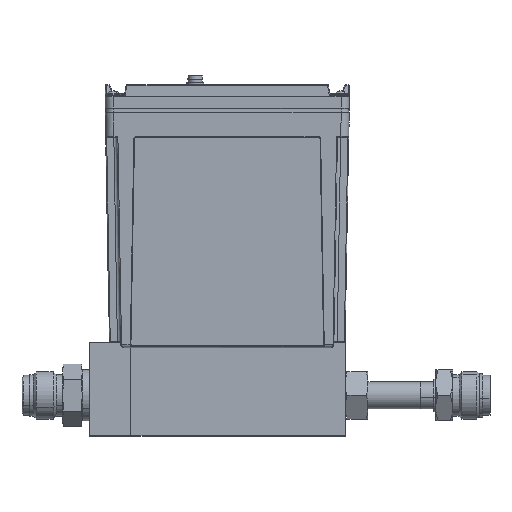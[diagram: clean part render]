
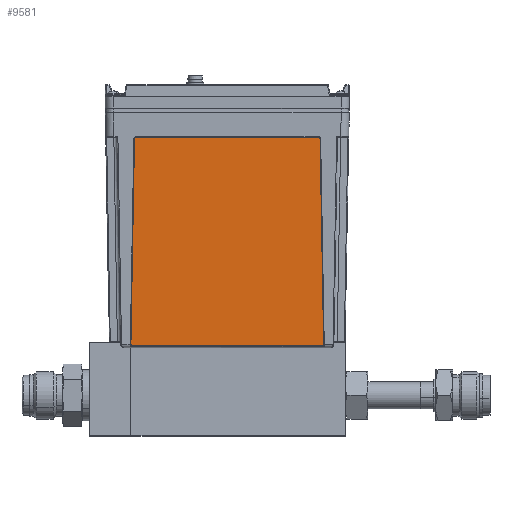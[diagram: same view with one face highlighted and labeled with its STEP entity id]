
A CAD part, top view. The second image highlights one B-rep face of the part: STEP entity #9581.
In plain terms, the highlighted planar face has unit normal (0, -0.018, 1).
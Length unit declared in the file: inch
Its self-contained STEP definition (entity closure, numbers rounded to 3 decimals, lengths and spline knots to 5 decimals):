
#1788 = DIRECTION ( 'NONE',  ( 1., 0., 0. ) ) ;
#1846 = DIRECTION ( 'NONE',  ( 0., -0.017, 1. ) ) ;
#1888 = CARTESIAN_POINT ( 'NONE',  ( -2.67685, 4.61895, 1.02953 ) ) ;
#2031 = DIRECTION ( 'NONE',  ( -1., 0., 0. ) ) ;
#2268 = VERTEX_POINT ( 'NONE', #26233 ) ;
#2500 = EDGE_CURVE ( 'NONE', #21262, #35483, #33582, .T. ) ;
#2638 = EDGE_CURVE ( 'NONE', #5850, #13229, #19855, .T. ) ;
#3046 = DIRECTION ( 'NONE',  ( 1., 0., 0. ) ) ;
#3053 = DIRECTION ( 'NONE',  ( 0., -0.017, 1. ) ) ;
#3073 = EDGE_CURVE ( 'NONE', #29551, #30814, #32872, .T. ) ;
#3433 = AXIS2_PLACEMENT_3D ( 'NONE', #18570, #18470, #18404 ) ;
#3924 = EDGE_CURVE ( 'NONE', #2268, #16864, #23103, .T. ) ;
#3967 = VECTOR ( 'NONE', #28626, 39.37008 ) ;
#3985 = EDGE_CURVE ( 'NONE', #16864, #29551, #36790, .T. ) ;
#4072 = EDGE_CURVE ( 'NONE', #30814, #5850, #26484, .T. ) ;
#4192 = EDGE_CURVE ( 'NONE', #13229, #21262, #34447, .T. ) ;
#4338 = AXIS2_PLACEMENT_3D ( 'NONE', #5901, #31208, #9475 ) ;
#4407 = EDGE_CURVE ( 'NONE', #35483, #2268, #40762, .T. ) ;
#5172 = VECTOR ( 'NONE', #23580, 39.37008 ) ;
#5850 = VERTEX_POINT ( 'NONE', #34490 ) ;
#5901 = CARTESIAN_POINT ( 'NONE',  ( -0.9865, 4.63895, 1.02987 ) ) ;
#8361 = CARTESIAN_POINT ( 'NONE',  ( -2.74315, 0.82953, 0.96338 ) ) ;
#9475 = DIRECTION ( 'NONE',  ( 1., 0., 0. ) ) ;
#9581 = ADVANCED_FACE ( 'NONE', ( #30136 ), #23535, .T. ) ;
#9844 = DIRECTION ( 'NONE',  ( 1., 0., 0. ) ) ;
#10027 = DIRECTION ( 'NONE',  ( 0., -0.017, 1. ) ) ;
#10095 = CARTESIAN_POINT ( 'NONE',  ( 0.70385, 4.61895, 1.02953 ) ) ;
#10336 = AXIS2_PLACEMENT_3D ( 'NONE', #8361, #3053, #3046 ) ;
#13051 = VECTOR ( 'NONE', #18233, 39.37008 ) ;
#13229 = VERTEX_POINT ( 'NONE', #33803 ) ;
#16864 = VERTEX_POINT ( 'NONE', #33504 ) ;
#18233 = DIRECTION ( 'NONE',  ( -0.017, -1., -0.017 ) ) ;
#18404 = DIRECTION ( 'NONE',  ( 1., 0., 0. ) ) ;
#18470 = DIRECTION ( 'NONE',  ( 0., -0.017, 1. ) ) ;
#18554 = CARTESIAN_POINT ( 'NONE',  ( -2.6965, 4.63895, 1.02987 ) ) ;
#18570 = CARTESIAN_POINT ( 'NONE',  ( 0.77015, 0.82953, 0.96338 ) ) ;
#19855 = LINE ( 'NONE', #43900, #29550 ) ;
#21262 = VERTEX_POINT ( 'NONE', #45656 ) ;
#21337 = CARTESIAN_POINT ( 'NONE',  ( -2.76314, 0.82988, 0.96339 ) ) ;
#23103 = LINE ( 'NONE', #28896, #3967 ) ;
#23535 = PLANE ( 'NONE',  #4338 ) ;
#23580 = DIRECTION ( 'NONE',  ( -0.017, 1., 0.017 ) ) ;
#24289 = AXIS2_PLACEMENT_3D ( 'NONE', #1888, #1846, #1788 ) ;
#24910 = CARTESIAN_POINT ( 'NONE',  ( 0.7905, 0.80953, 0.96303 ) ) ;
#26233 = CARTESIAN_POINT ( 'NONE',  ( -2.74315, 0.80953, 0.96303 ) ) ;
#26239 = CARTESIAN_POINT ( 'NONE',  ( 0.72384, 4.6193, 1.02953 ) ) ;
#26484 = CIRCLE ( 'NONE', #37436, 0.02 ) ;
#28626 = DIRECTION ( 'NONE',  ( 1., 0., 0. ) ) ;
#28896 = CARTESIAN_POINT ( 'NONE',  ( -2.7635, 0.80953, 0.96303 ) ) ;
#29550 = VECTOR ( 'NONE', #2031, 39.37008 ) ;
#29551 = VERTEX_POINT ( 'NONE', #31956 ) ;
#30136 = FACE_OUTER_BOUND ( 'NONE', #32138, .T. ) ;
#30814 = VERTEX_POINT ( 'NONE', #26239 ) ;
#31208 = DIRECTION ( 'NONE',  ( 0., -0.017, 1. ) ) ;
#31956 = CARTESIAN_POINT ( 'NONE',  ( 0.79014, 0.82988, 0.96339 ) ) ;
#32138 = EDGE_LOOP ( 'NONE', ( #35741, #36105, #36339, #38314, #38694, #41271, #41713, #43928 ) ) ;
#32872 = LINE ( 'NONE', #24910, #5172 ) ;
#33504 = CARTESIAN_POINT ( 'NONE',  ( 0.77015, 0.80953, 0.96303 ) ) ;
#33582 = LINE ( 'NONE', #18554, #13051 ) ;
#33803 = CARTESIAN_POINT ( 'NONE',  ( -2.67685, 4.63895, 1.02987 ) ) ;
#34447 = CIRCLE ( 'NONE', #24289, 0.02 ) ;
#34490 = CARTESIAN_POINT ( 'NONE',  ( 0.70385, 4.63895, 1.02987 ) ) ;
#35483 = VERTEX_POINT ( 'NONE', #21337 ) ;
#35741 = ORIENTED_EDGE ( 'NONE', *, *, #3924, .T. ) ;
#36105 = ORIENTED_EDGE ( 'NONE', *, *, #3985, .T. ) ;
#36339 = ORIENTED_EDGE ( 'NONE', *, *, #3073, .T. ) ;
#36790 = CIRCLE ( 'NONE', #3433, 0.02 ) ;
#37436 = AXIS2_PLACEMENT_3D ( 'NONE', #10095, #10027, #9844 ) ;
#38314 = ORIENTED_EDGE ( 'NONE', *, *, #4072, .T. ) ;
#38694 = ORIENTED_EDGE ( 'NONE', *, *, #2638, .T. ) ;
#40762 = CIRCLE ( 'NONE', #10336, 0.02 ) ;
#41271 = ORIENTED_EDGE ( 'NONE', *, *, #4192, .T. ) ;
#41713 = ORIENTED_EDGE ( 'NONE', *, *, #2500, .T. ) ;
#43900 = CARTESIAN_POINT ( 'NONE',  ( 0.7235, 4.63895, 1.02987 ) ) ;
#43928 = ORIENTED_EDGE ( 'NONE', *, *, #4407, .T. ) ;
#45656 = CARTESIAN_POINT ( 'NONE',  ( -2.69684, 4.6193, 1.02953 ) ) ;
